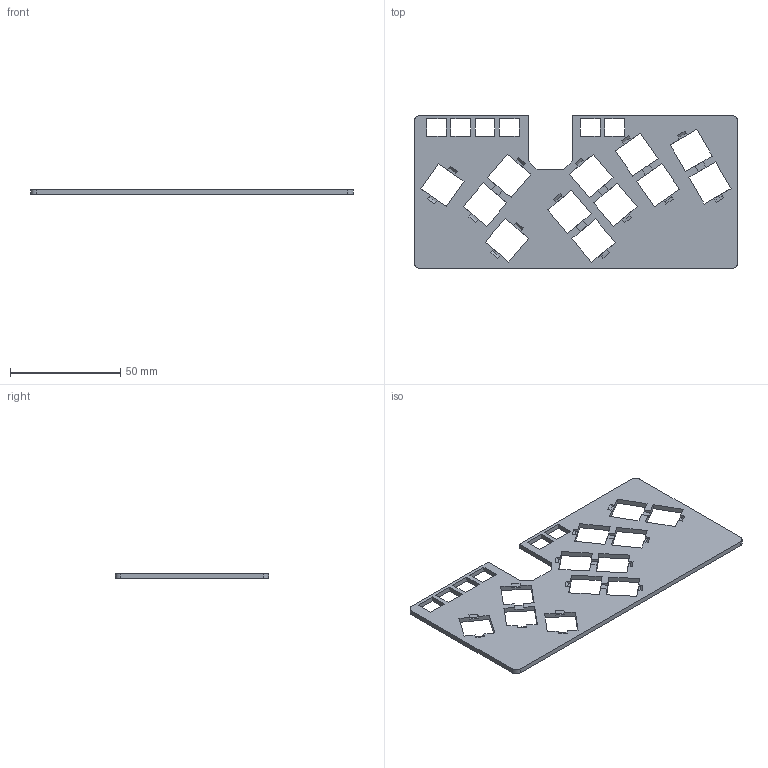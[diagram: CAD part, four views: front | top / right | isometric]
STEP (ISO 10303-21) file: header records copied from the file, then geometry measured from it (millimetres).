
FILE_DESCRIPTION(/* description */ (''),/* implementation_level */ '2;1');
FILE_NAME(/* name */ 'Switchplate.step',/* time_stamp */ '2025-09-28T12:41:19+02:00',/* author */ (''),/* organization */ (''),/* preprocessor_version */ 'ST-DEVELOPER v20.1',/* originating_system */ 'Autodesk Translation Framework v14.17.0.0',/* authorisation */ '');
FILE_SCHEMA (('AUTOMOTIVE_DESIGN { 1 0 10303 214 3 1 1 }'));
Length unit declared in the file: millimetre
Products named in the file (1): Switchplate (1)
Bounding box: 146.3 x 69.5 x 2.2 mm (x, y, z)
Volume: 15017.8 mm3; surface area: 16773.4 mm2
Topology: 1 solids, 1 shells, 163 faces, 498 edges, 332 vertices
Faces by surface type: plane 157, cylinder 6
Entity records: 5576 total; most frequent: ORIENTED_EDGE 996, CARTESIAN_POINT 994, DIRECTION 838, EDGE_CURVE 498, LINE 486, VECTOR 486, VERTEX_POINT 332, EDGE_LOOP 194
